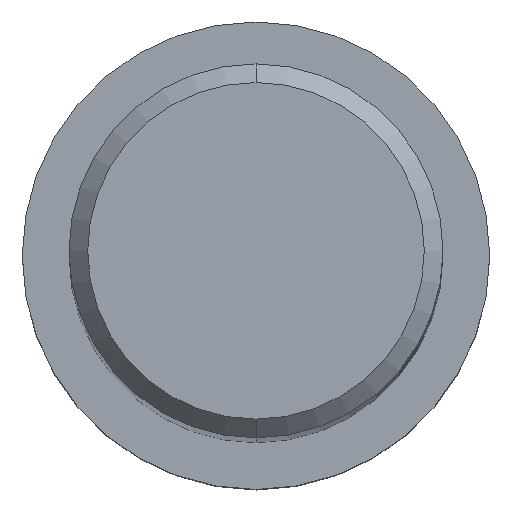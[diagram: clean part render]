
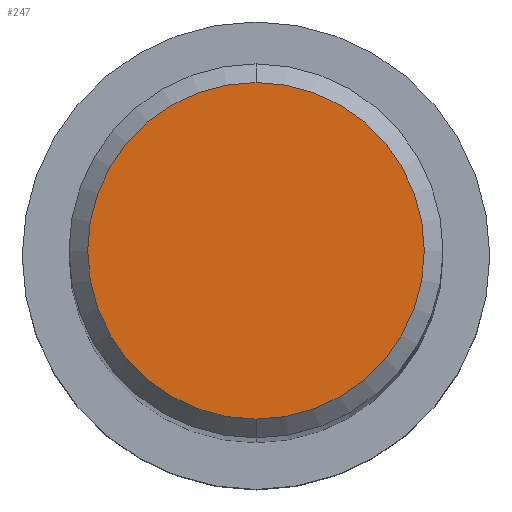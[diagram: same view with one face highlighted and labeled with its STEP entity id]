
A CAD part, top view. The second image highlights one B-rep face of the part: STEP entity #247.
In plain terms, the highlighted planar face has unit normal (0, 0, 1).
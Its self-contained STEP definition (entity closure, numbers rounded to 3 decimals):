
#247=ADVANCED_FACE('',(#589),#590,.T.);
#267=VERTEX_POINT('',#611);
#299=EDGE_CURVE('',#267,#427,#643,.T.);
#427=VERTEX_POINT('',#789);
#437=EDGE_CURVE('',#427,#267,#802,.T.);
#589=FACE_OUTER_BOUND('',#1043,.T.);
#590=PLANE('',#1044);
#611=CARTESIAN_POINT('',(0.0,7.2,0.0));
#643=CIRCLE('',#1151,7.2);
#789=CARTESIAN_POINT('',(0.,-7.2,0.0));
#802=CIRCLE('',#1527,7.2);
#1043=EDGE_LOOP('',(#1689,#1690));
#1044=AXIS2_PLACEMENT_3D('',#1691,#1692,#1693);
#1151=AXIS2_PLACEMENT_3D('',#1721,#1722,#1723);
#1527=AXIS2_PLACEMENT_3D('',#1926,#1927,#1928);
#1689=ORIENTED_EDGE('',*,*,#299,.F.);
#1690=ORIENTED_EDGE('',*,*,#437,.F.);
#1691=CARTESIAN_POINT('',(0.0,3.6,0.0));
#1692=DIRECTION('',(-0.0,0.0,1.0));
#1693=DIRECTION('',(0.0,-1.0,0.0));
#1721=CARTESIAN_POINT('',(0.0,0.0,0.0));
#1722=DIRECTION('',(0.0,0.0,-1.0));
#1723=DIRECTION('',(0.0,1.0,0.0));
#1926=CARTESIAN_POINT('',(0.0,0.0,0.0));
#1927=DIRECTION('',(0.0,0.0,-1.0));
#1928=DIRECTION('',(0.0,1.0,0.0));
